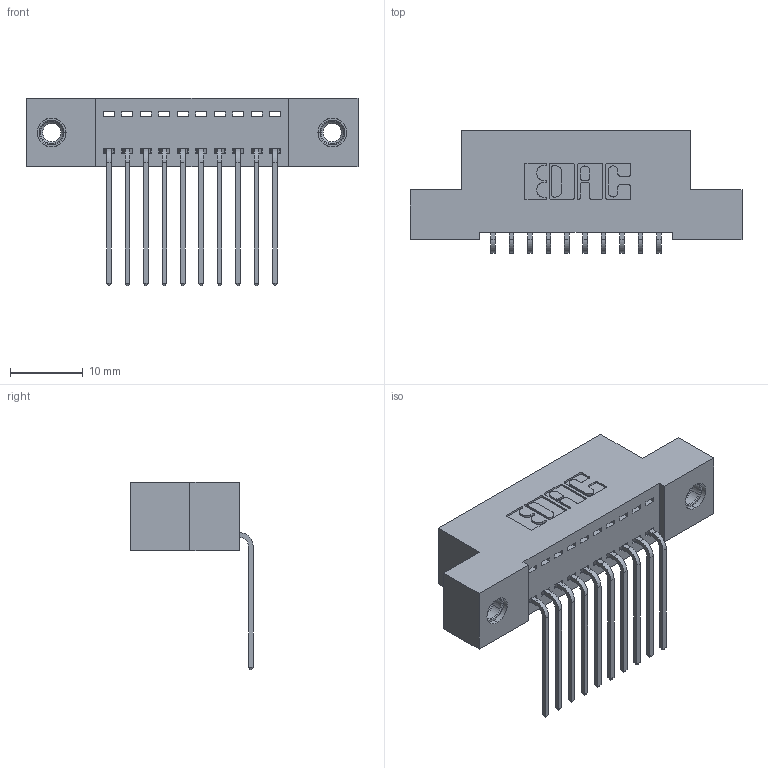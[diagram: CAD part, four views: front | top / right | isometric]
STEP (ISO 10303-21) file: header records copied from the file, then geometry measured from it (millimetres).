
FILE_DESCRIPTION (( 'STEP AP203' ), '1' );
FILE_NAME ('342-010-559-107.STEP', '2018-08-10T14:05:49', ( '' ), ( '' ), 'SwSTEP 2.0', 'SolidWorks 2016', '' );
FILE_SCHEMA (( 'CONFIG_CONTROL_DESIGN' ));
Length unit declared in the file: inch
Products named in the file (4): 345-250-001_345-250-005-103; 342-010-559-107; 342 Part_TI; 345-292-001_558 559 Tail - 1
Assembly tree (13 placements, depth 2):
  342-010-559-107
    342 Part_TI
    345-292-001_558 559 Tail - 1  x10
    345-250-001_345-250-005-103  x2
Bounding box: 45.72 x 16.83 x 25.78 mm (x, y, z)
Volume: 3911.5 mm3; surface area: 5367.8 mm2
Topology: 13 solids, 13 shells, 770 faces, 2255 edges, 1482 vertices
Faces by surface type: plane 538, cylinder 216, cone 12, torus 4
Entity records: 11390 total; most frequent: CARTESIAN_POINT 1951, ORIENTED_EDGE 1890, DIRECTION 1743, EDGE_CURVE 945, LINE 797, VECTOR 797, VERTEX_POINT 624, AXIS2_PLACEMENT_3D 473
